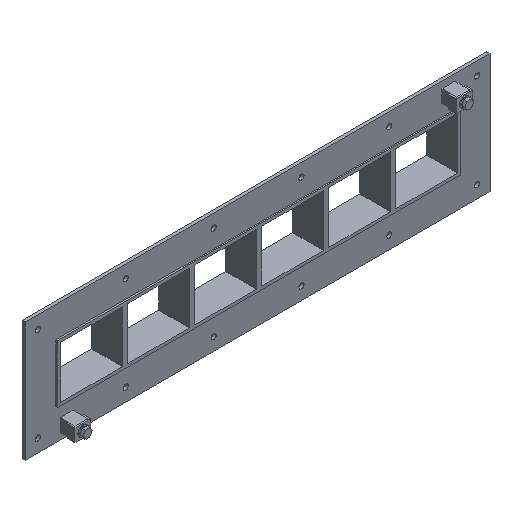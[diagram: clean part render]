
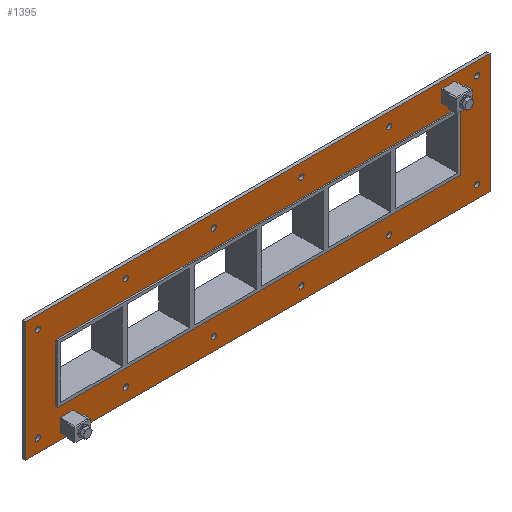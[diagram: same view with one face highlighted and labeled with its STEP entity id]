
A CAD part, isometric view. The second image highlights one B-rep face of the part: STEP entity #1395.
In plain terms, the highlighted planar face has unit normal (0, -1, 0).
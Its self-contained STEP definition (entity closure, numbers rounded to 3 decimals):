
#84=CARTESIAN_POINT('',(-422.5,0.0,-91.5));
#85=VERTEX_POINT('',#84);
#86=CARTESIAN_POINT('',(-427.5,0.0,-91.5));
#87=DIRECTION('',(0.0,1.0,0.0));
#88=DIRECTION('',(1.0,0.0,0.0));
#89=AXIS2_PLACEMENT_3D('',#86,#87,#88);
#90=CIRCLE('',#89,5.0);
#91=EDGE_CURVE('',#85,#85,#90,.T.);
#112=CARTESIAN_POINT('',(-251.5,0.0,91.5));
#113=VERTEX_POINT('',#112);
#114=CARTESIAN_POINT('',(-256.5,0.0,91.5));
#115=DIRECTION('',(0.0,1.0,0.0));
#116=DIRECTION('',(1.0,0.0,0.0));
#117=AXIS2_PLACEMENT_3D('',#114,#115,#116);
#118=CIRCLE('',#117,5.0);
#119=EDGE_CURVE('',#113,#113,#118,.T.);
#140=CARTESIAN_POINT('',(-251.5,0.0,-91.5));
#141=VERTEX_POINT('',#140);
#142=CARTESIAN_POINT('',(-256.5,0.0,-91.5));
#143=DIRECTION('',(0.0,1.0,0.0));
#144=DIRECTION('',(1.0,0.0,0.0));
#145=AXIS2_PLACEMENT_3D('',#142,#143,#144);
#146=CIRCLE('',#145,5.0);
#147=EDGE_CURVE('',#141,#141,#146,.T.);
#168=CARTESIAN_POINT('',(-80.5,0.0,91.5));
#169=VERTEX_POINT('',#168);
#170=CARTESIAN_POINT('',(-85.5,0.0,91.5));
#171=DIRECTION('',(0.0,1.0,0.0));
#172=DIRECTION('',(1.0,0.0,0.0));
#173=AXIS2_PLACEMENT_3D('',#170,#171,#172);
#174=CIRCLE('',#173,5.0);
#175=EDGE_CURVE('',#169,#169,#174,.T.);
#196=CARTESIAN_POINT('',(-80.5,0.0,-91.5));
#197=VERTEX_POINT('',#196);
#198=CARTESIAN_POINT('',(-85.5,0.0,-91.5));
#199=DIRECTION('',(0.0,1.0,0.0));
#200=DIRECTION('',(1.0,0.0,0.0));
#201=AXIS2_PLACEMENT_3D('',#198,#199,#200);
#202=CIRCLE('',#201,5.0);
#203=EDGE_CURVE('',#197,#197,#202,.T.);
#224=CARTESIAN_POINT('',(90.5,0.0,91.5));
#225=VERTEX_POINT('',#224);
#226=CARTESIAN_POINT('',(85.5,0.0,91.5));
#227=DIRECTION('',(0.0,1.0,0.0));
#228=DIRECTION('',(1.0,0.0,0.0));
#229=AXIS2_PLACEMENT_3D('',#226,#227,#228);
#230=CIRCLE('',#229,5.0);
#231=EDGE_CURVE('',#225,#225,#230,.T.);
#252=CARTESIAN_POINT('',(90.5,0.0,-91.5));
#253=VERTEX_POINT('',#252);
#254=CARTESIAN_POINT('',(85.5,0.0,-91.5));
#255=DIRECTION('',(0.0,1.0,0.0));
#256=DIRECTION('',(1.0,0.0,0.0));
#257=AXIS2_PLACEMENT_3D('',#254,#255,#256);
#258=CIRCLE('',#257,5.0);
#259=EDGE_CURVE('',#253,#253,#258,.T.);
#280=CARTESIAN_POINT('',(261.5,0.0,91.5));
#281=VERTEX_POINT('',#280);
#282=CARTESIAN_POINT('',(256.5,0.0,91.5));
#283=DIRECTION('',(0.0,1.0,0.0));
#284=DIRECTION('',(1.0,0.0,0.0));
#285=AXIS2_PLACEMENT_3D('',#282,#283,#284);
#286=CIRCLE('',#285,5.0);
#287=EDGE_CURVE('',#281,#281,#286,.T.);
#308=CARTESIAN_POINT('',(261.5,0.0,-91.5));
#309=VERTEX_POINT('',#308);
#310=CARTESIAN_POINT('',(256.5,0.0,-91.5));
#311=DIRECTION('',(0.0,1.0,0.0));
#312=DIRECTION('',(1.0,0.0,0.0));
#313=AXIS2_PLACEMENT_3D('',#310,#311,#312);
#314=CIRCLE('',#313,5.0);
#315=EDGE_CURVE('',#309,#309,#314,.T.);
#336=CARTESIAN_POINT('',(432.5,0.0,-91.5));
#337=VERTEX_POINT('',#336);
#338=CARTESIAN_POINT('',(427.5,0.0,-91.5));
#339=DIRECTION('',(0.0,1.0,0.0));
#340=DIRECTION('',(1.0,0.0,0.0));
#341=AXIS2_PLACEMENT_3D('',#338,#339,#340);
#342=CIRCLE('',#341,5.0);
#343=EDGE_CURVE('',#337,#337,#342,.T.);
#364=CARTESIAN_POINT('',(-422.5,0.0,91.5));
#365=VERTEX_POINT('',#364);
#366=CARTESIAN_POINT('',(-427.5,0.0,91.5));
#367=DIRECTION('',(0.0,1.0,0.0));
#368=DIRECTION('',(1.0,0.0,0.0));
#369=AXIS2_PLACEMENT_3D('',#366,#367,#368);
#370=CIRCLE('',#369,5.0);
#371=EDGE_CURVE('',#365,#365,#370,.T.);
#392=CARTESIAN_POINT('',(432.5,0.0,91.5));
#393=VERTEX_POINT('',#392);
#394=CARTESIAN_POINT('',(427.5,0.0,91.5));
#395=DIRECTION('',(0.0,1.0,0.0));
#396=DIRECTION('',(1.0,0.0,0.0));
#397=AXIS2_PLACEMENT_3D('',#394,#395,#396);
#398=CIRCLE('',#397,5.0);
#399=EDGE_CURVE('',#393,#393,#398,.T.);
#1250=CARTESIAN_POINT('',(0.,0.0,0.));
#1251=DIRECTION('',(0.0,1.0,0.0));
#1252=DIRECTION('',(0.0,0.0,1.0));
#1253=AXIS2_PLACEMENT_3D('',#1250,#1251,#1252);
#1254=PLANE('',#1253);
#1255=CARTESIAN_POINT('',(-452.5,0.0,116.5));
#1256=VERTEX_POINT('',#1255);
#1257=CARTESIAN_POINT('',(452.5,0.0,116.5));
#1258=VERTEX_POINT('',#1257);
#1259=CARTESIAN_POINT('',(-452.5,0.0,116.5));
#1260=DIRECTION('',(1.0,0.0,0.0));
#1261=VECTOR('',#1260,905.);
#1262=LINE('',#1259,#1261);
#1263=EDGE_CURVE('',#1256,#1258,#1262,.T.);
#1264=ORIENTED_EDGE('',*,*,#1263,.F.);
#1265=CARTESIAN_POINT('',(-452.5,0.0,-116.5));
#1266=VERTEX_POINT('',#1265);
#1267=CARTESIAN_POINT('',(-452.5,0.0,-116.5));
#1268=DIRECTION('',(0.0,0.0,1.0));
#1269=VECTOR('',#1268,233.);
#1270=LINE('',#1267,#1269);
#1271=EDGE_CURVE('',#1266,#1256,#1270,.T.);
#1272=ORIENTED_EDGE('',*,*,#1271,.F.);
#1273=CARTESIAN_POINT('',(452.5,0.0,-116.5));
#1274=VERTEX_POINT('',#1273);
#1275=CARTESIAN_POINT('',(452.5,0.0,-116.5));
#1276=DIRECTION('',(-1.0,0.0,0.0));
#1277=VECTOR('',#1276,905.);
#1278=LINE('',#1275,#1277);
#1279=EDGE_CURVE('',#1274,#1266,#1278,.T.);
#1280=ORIENTED_EDGE('',*,*,#1279,.F.);
#1281=CARTESIAN_POINT('',(452.5,0.0,116.5));
#1282=DIRECTION('',(0.0,0.0,-1.0));
#1283=VECTOR('',#1282,233.);
#1284=LINE('',#1281,#1283);
#1285=EDGE_CURVE('',#1258,#1274,#1284,.T.);
#1286=ORIENTED_EDGE('',*,*,#1285,.F.);
#1287=EDGE_LOOP('',(#1264,#1272,#1280,#1286));
#1288=FACE_OUTER_BOUND('',#1287,.T.);
#1289=ORIENTED_EDGE('',*,*,#91,.T.);
#1290=EDGE_LOOP('',(#1289));
#1291=FACE_BOUND('',#1290,.T.);
#1292=ORIENTED_EDGE('',*,*,#119,.T.);
#1293=EDGE_LOOP('',(#1292));
#1294=FACE_BOUND('',#1293,.T.);
#1295=ORIENTED_EDGE('',*,*,#147,.T.);
#1296=EDGE_LOOP('',(#1295));
#1297=FACE_BOUND('',#1296,.T.);
#1298=ORIENTED_EDGE('',*,*,#175,.T.);
#1299=EDGE_LOOP('',(#1298));
#1300=FACE_BOUND('',#1299,.T.);
#1301=ORIENTED_EDGE('',*,*,#203,.T.);
#1302=EDGE_LOOP('',(#1301));
#1303=FACE_BOUND('',#1302,.T.);
#1304=ORIENTED_EDGE('',*,*,#231,.T.);
#1305=EDGE_LOOP('',(#1304));
#1306=FACE_BOUND('',#1305,.T.);
#1307=ORIENTED_EDGE('',*,*,#259,.T.);
#1308=EDGE_LOOP('',(#1307));
#1309=FACE_BOUND('',#1308,.T.);
#1310=ORIENTED_EDGE('',*,*,#287,.T.);
#1311=EDGE_LOOP('',(#1310));
#1312=FACE_BOUND('',#1311,.T.);
#1313=ORIENTED_EDGE('',*,*,#315,.T.);
#1314=EDGE_LOOP('',(#1313));
#1315=FACE_BOUND('',#1314,.T.);
#1316=ORIENTED_EDGE('',*,*,#343,.T.);
#1317=EDGE_LOOP('',(#1316));
#1318=FACE_BOUND('',#1317,.T.);
#1319=ORIENTED_EDGE('',*,*,#371,.T.);
#1320=EDGE_LOOP('',(#1319));
#1321=FACE_BOUND('',#1320,.T.);
#1322=ORIENTED_EDGE('',*,*,#399,.T.);
#1323=EDGE_LOOP('',(#1322));
#1324=FACE_BOUND('',#1323,.T.);
#1325=CARTESIAN_POINT('',(-390.5,0.0,56.5));
#1326=VERTEX_POINT('',#1325);
#1327=CARTESIAN_POINT('',(-392.5,0.0,54.5));
#1328=VERTEX_POINT('',#1327);
#1329=CARTESIAN_POINT('',(-390.5,0.0,54.5));
#1330=DIRECTION('',(0.0,-1.0,0.0));
#1331=DIRECTION('',(-0.707,0.0,0.707));
#1332=AXIS2_PLACEMENT_3D('',#1329,#1330,#1331);
#1333=CIRCLE('',#1332,2.0);
#1334=EDGE_CURVE('',#1326,#1328,#1333,.T.);
#1335=ORIENTED_EDGE('',*,*,#1334,.F.);
#1336=CARTESIAN_POINT('',(390.5,0.0,56.5));
#1337=VERTEX_POINT('',#1336);
#1338=CARTESIAN_POINT('',(390.5,0.0,56.5));
#1339=DIRECTION('',(-1.0,0.0,0.0));
#1340=VECTOR('',#1339,781.);
#1341=LINE('',#1338,#1340);
#1342=EDGE_CURVE('',#1337,#1326,#1341,.T.);
#1343=ORIENTED_EDGE('',*,*,#1342,.F.);
#1344=CARTESIAN_POINT('',(392.5,0.0,54.5));
#1345=VERTEX_POINT('',#1344);
#1346=CARTESIAN_POINT('',(390.5,0.0,54.5));
#1347=DIRECTION('',(0.0,-1.0,0.0));
#1348=DIRECTION('',(0.707,0.0,0.707));
#1349=AXIS2_PLACEMENT_3D('',#1346,#1347,#1348);
#1350=CIRCLE('',#1349,2.0);
#1351=EDGE_CURVE('',#1345,#1337,#1350,.T.);
#1352=ORIENTED_EDGE('',*,*,#1351,.F.);
#1353=CARTESIAN_POINT('',(392.5,0.0,-54.5));
#1354=VERTEX_POINT('',#1353);
#1355=CARTESIAN_POINT('',(392.5,0.0,-54.5));
#1356=DIRECTION('',(0.0,0.0,1.0));
#1357=VECTOR('',#1356,109.);
#1358=LINE('',#1355,#1357);
#1359=EDGE_CURVE('',#1354,#1345,#1358,.T.);
#1360=ORIENTED_EDGE('',*,*,#1359,.F.);
#1361=CARTESIAN_POINT('',(390.5,0.0,-56.5));
#1362=VERTEX_POINT('',#1361);
#1363=CARTESIAN_POINT('',(390.5,0.0,-54.5));
#1364=DIRECTION('',(0.0,-1.0,0.0));
#1365=DIRECTION('',(0.707,0.0,-0.707));
#1366=AXIS2_PLACEMENT_3D('',#1363,#1364,#1365);
#1367=CIRCLE('',#1366,2.0);
#1368=EDGE_CURVE('',#1362,#1354,#1367,.T.);
#1369=ORIENTED_EDGE('',*,*,#1368,.F.);
#1370=CARTESIAN_POINT('',(-390.5,0.0,-56.5));
#1371=VERTEX_POINT('',#1370);
#1372=CARTESIAN_POINT('',(-390.5,0.0,-56.5));
#1373=DIRECTION('',(1.0,0.0,0.0));
#1374=VECTOR('',#1373,781.0);
#1375=LINE('',#1372,#1374);
#1376=EDGE_CURVE('',#1371,#1362,#1375,.T.);
#1377=ORIENTED_EDGE('',*,*,#1376,.F.);
#1378=CARTESIAN_POINT('',(-392.5,0.0,-54.5));
#1379=VERTEX_POINT('',#1378);
#1380=CARTESIAN_POINT('',(-390.5,0.0,-54.5));
#1381=DIRECTION('',(0.0,-1.0,0.0));
#1382=DIRECTION('',(-0.707,0.0,-0.707));
#1383=AXIS2_PLACEMENT_3D('',#1380,#1381,#1382);
#1384=CIRCLE('',#1383,2.0);
#1385=EDGE_CURVE('',#1379,#1371,#1384,.T.);
#1386=ORIENTED_EDGE('',*,*,#1385,.F.);
#1387=CARTESIAN_POINT('',(-392.5,0.0,54.5));
#1388=DIRECTION('',(0.0,0.0,-1.0));
#1389=VECTOR('',#1388,109.0);
#1390=LINE('',#1387,#1389);
#1391=EDGE_CURVE('',#1328,#1379,#1390,.T.);
#1392=ORIENTED_EDGE('',*,*,#1391,.F.);
#1393=EDGE_LOOP('',(#1335,#1343,#1352,#1360,#1369,#1377,#1386,#1392));
#1394=FACE_BOUND('',#1393,.T.);
#1395=ADVANCED_FACE('',(#1288,#1291,#1294,#1297,#1300,#1303,#1306,#1309,#1312,#1315,#1318,#1321,#1324,#1394),#1254,.F.);
